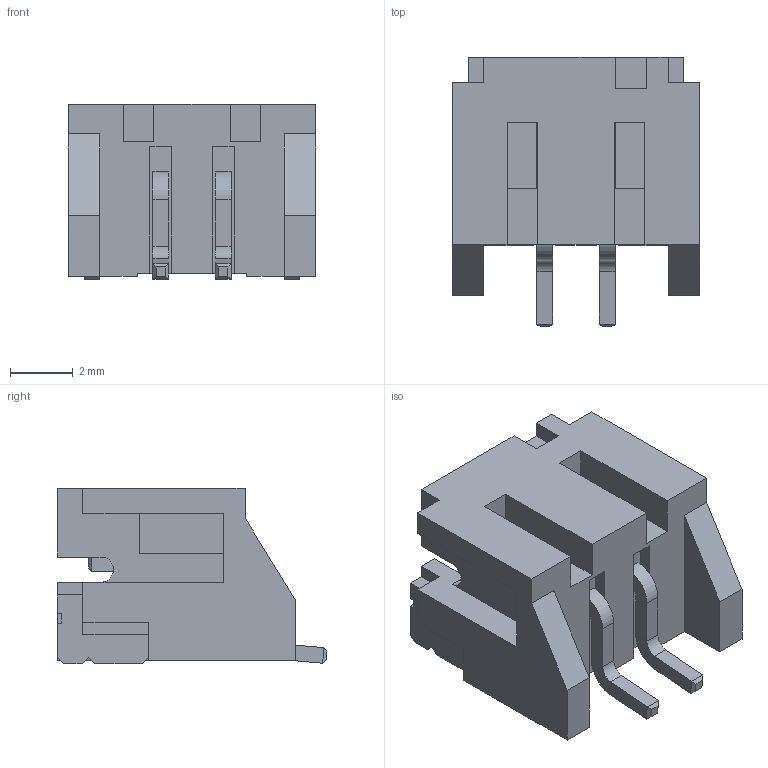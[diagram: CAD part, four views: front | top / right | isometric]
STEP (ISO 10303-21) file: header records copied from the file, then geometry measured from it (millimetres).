
FILE_DESCRIPTION (( 'STEP AP214' ), '1' );
FILE_NAME ('JST-S2B-PH-SM4-TB.STEP', '2021-09-05T19:24:40', ( '' ), ( '' ), 'SwSTEP 2.0', 'SolidWorks 2021', '' );
FILE_SCHEMA (( 'AUTOMOTIVE_DESIGN' ));
Length unit declared in the file: millimetre
Products named in the file (1): JST-S2B-PH-SM4-TB
Bounding box: 7.9 x 8.61 x 5.61 mm (x, y, z)
Volume: 162.9 mm3; surface area: 438.9 mm2
Topology: 3 solids, 3 shells, 178 faces, 473 edges, 302 vertices
Faces by surface type: plane 162, bspline 10, cylinder 6
Entity records: 7654 total; most frequent: CARTESIAN_POINT 1272, ORIENTED_EDGE 946, DIRECTION 835, EDGE_CURVE 473, LINE 449, VECTOR 449, VERTEX_POINT 302, AXIS2_PLACEMENT_3D 193
